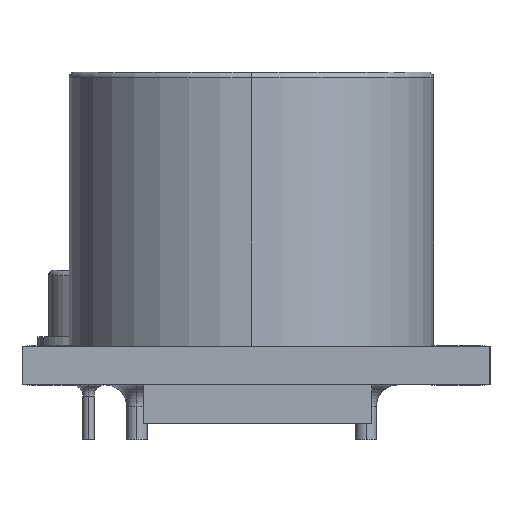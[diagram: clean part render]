
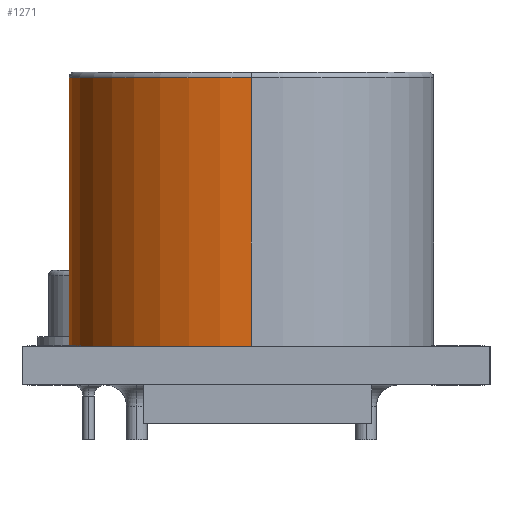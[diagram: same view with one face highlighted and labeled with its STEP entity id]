
A CAD part, left-side view. The second image highlights one B-rep face of the part: STEP entity #1271.
In plain terms, the highlighted cylindrical face has radius 7.95 mm (diameter 15.9 mm), a partial arc.
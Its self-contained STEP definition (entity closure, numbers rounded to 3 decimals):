
#69 = VERTEX_POINT ( 'NONE', #5010 ) ;
#102 = FACE_OUTER_BOUND ( 'NONE', #5107, .T. ) ;
#106 = DIRECTION ( 'NONE',  ( 0., 0., -1. ) ) ;
#717 = ORIENTED_EDGE ( 'NONE', *, *, #5899, .T. ) ;
#831 = CARTESIAN_POINT ( 'NONE',  ( 17.55, 10.4, 13.64 ) ) ;
#1062 = DIRECTION ( 'NONE',  ( -1., 0., 0. ) ) ;
#1169 = DIRECTION ( 'NONE',  ( 0., 0., -1. ) ) ;
#1207 = DIRECTION ( 'NONE',  ( 0., 0., -1. ) ) ;
#1271 = ADVANCED_FACE ( 'NONE', ( #102 ), #2024, .T. ) ;
#1361 = VERTEX_POINT ( 'NONE', #5011 ) ;
#1384 = EDGE_CURVE ( 'NONE', #1361, #69, #5140, .T. ) ;
#1539 = DIRECTION ( 'NONE',  ( 0., 0., -1. ) ) ;
#1757 = CARTESIAN_POINT ( 'NONE',  ( 17.55, 10.4, 13.39 ) ) ;
#1785 = CIRCLE ( 'NONE', #3143, 7.95 ) ;
#2024 = CYLINDRICAL_SURFACE ( 'NONE', #5728, 7.95 ) ;
#2840 = DIRECTION ( 'NONE',  ( -1., 0., 0. ) ) ;
#2914 = VECTOR ( 'NONE', #1207, 1000. ) ;
#3079 = EDGE_CURVE ( 'NONE', #1361, #3747, #1785, .T. ) ;
#3143 = AXIS2_PLACEMENT_3D ( 'NONE', #4217, #1169, #6144 ) ;
#3521 = AXIS2_PLACEMENT_3D ( 'NONE', #3814, #4296, #2840 ) ;
#3655 = CARTESIAN_POINT ( 'NONE',  ( 17.55, 10.4, 1.69 ) ) ;
#3747 = VERTEX_POINT ( 'NONE', #1757 ) ;
#3763 = LINE ( 'NONE', #831, #2914 ) ;
#3814 = CARTESIAN_POINT ( 'NONE',  ( 9.6, 10.4, 1.69 ) ) ;
#4011 = CARTESIAN_POINT ( 'NONE',  ( 9.6, 10.4, 13.64 ) ) ;
#4217 = CARTESIAN_POINT ( 'NONE',  ( 9.6, 10.4, 13.39 ) ) ;
#4272 = ORIENTED_EDGE ( 'NONE', *, *, #3079, .T. ) ;
#4296 = DIRECTION ( 'NONE',  ( 0., 0., 1. ) ) ;
#4602 = CARTESIAN_POINT ( 'NONE',  ( 1.65, 10.4, 13.64 ) ) ;
#4623 = VECTOR ( 'NONE', #106, 1000. ) ;
#5010 = CARTESIAN_POINT ( 'NONE',  ( 1.65, 10.4, 1.69 ) ) ;
#5011 = CARTESIAN_POINT ( 'NONE',  ( 1.65, 10.4, 13.39 ) ) ;
#5107 = EDGE_LOOP ( 'NONE', ( #4272, #717, #5117, #6014 ) ) ;
#5117 = ORIENTED_EDGE ( 'NONE', *, *, #5458, .T. ) ;
#5140 = LINE ( 'NONE', #4602, #4623 ) ;
#5458 = EDGE_CURVE ( 'NONE', #5869, #69, #6247, .T. ) ;
#5728 = AXIS2_PLACEMENT_3D ( 'NONE', #4011, #1539, #1062 ) ;
#5869 = VERTEX_POINT ( 'NONE', #3655 ) ;
#5899 = EDGE_CURVE ( 'NONE', #3747, #5869, #3763, .T. ) ;
#6014 = ORIENTED_EDGE ( 'NONE', *, *, #1384, .F. ) ;
#6144 = DIRECTION ( 'NONE',  ( 1., 0., 0. ) ) ;
#6247 = CIRCLE ( 'NONE', #3521, 7.95 ) ;
